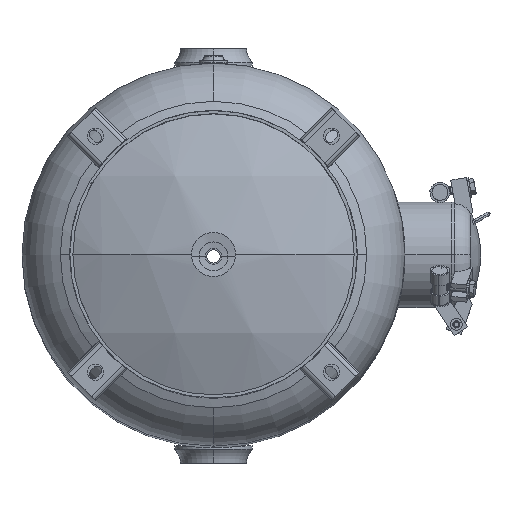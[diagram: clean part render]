
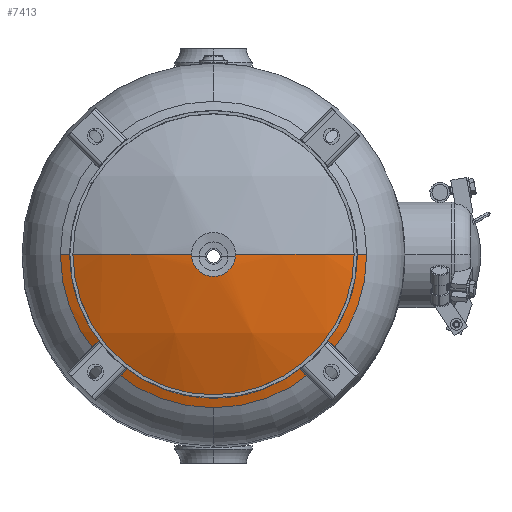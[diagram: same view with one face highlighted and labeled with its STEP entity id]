
A CAD part, top view. The second image highlights one B-rep face of the part: STEP entity #7413.
In plain terms, the highlighted spherical face has radius 548.64 mm.
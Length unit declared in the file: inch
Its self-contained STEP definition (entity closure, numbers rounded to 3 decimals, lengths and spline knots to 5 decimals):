
#1189 = ORIENTED_EDGE ( 'NONE', *, *, #5827, .F. ) ;
#1190 = ORIENTED_EDGE ( 'NONE', *, *, #5798, .F. ) ;
#1191 = ORIENTED_EDGE ( 'NONE', *, *, #5782, .F. ) ;
#1192 = ORIENTED_EDGE ( 'NONE', *, *, #5822, .T. ) ;
#1193 = ORIENTED_EDGE ( 'NONE', *, *, #5824, .F. ) ;
#1352 = CIRCLE ( 'NONE', #1365, 21.6 ) ;
#1353 = CIRCLE ( 'NONE', #1354, 21.6 ) ;
#1354 = AXIS2_PLACEMENT_3D ( 'NONE', #5046, #5047, #5048 ) ;
#1355 = CIRCLE ( 'NONE', #1359, 1.3775 ) ;
#1359 = AXIS2_PLACEMENT_3D ( 'NONE', #5052, #5053, #5054 ) ;
#1365 = AXIS2_PLACEMENT_3D ( 'NONE', #5061, #5062, #5063 ) ;
#1586 = CIRCLE ( 'NONE', #1588, 9.6 ) ;
#1588 = AXIS2_PLACEMENT_3D ( 'NONE', #16917, #16918, #16919 ) ;
#1605 = CIRCLE ( 'NONE', #1607, 9.6 ) ;
#1607 = AXIS2_PLACEMENT_3D ( 'NONE', #17154, #17155, #17156 ) ;
#4236 = CARTESIAN_POINT ( 'NONE',  ( 0., 0., 12.4 ) ) ;
#4240 = FACE_OUTER_BOUND ( 'NONE', #12717, .T. ) ;
#4241 = SPHERICAL_SURFACE ( 'NONE', #7876, 21.6 ) ;
#4243 = DIRECTION ( 'NONE',  ( 0., -1., 0. ) ) ;
#4244 = DIRECTION ( 'NONE',  ( 1., 0., 0. ) ) ;
#4328 = CARTESIAN_POINT ( 'NONE',  ( -1.3775, 0., 33.95603 ) ) ;
#4335 = CARTESIAN_POINT ( 'NONE',  ( 9.6, 0., 31.74942 ) ) ;
#4341 = CARTESIAN_POINT ( 'NONE',  ( -9.6, 0., 31.74942 ) ) ;
#4352 = CARTESIAN_POINT ( 'NONE',  ( 1.3775, 0., 33.95603 ) ) ;
#4483 = CARTESIAN_POINT ( 'NONE',  ( 0., -9.6, 31.74942 ) ) ;
#5046 = CARTESIAN_POINT ( 'NONE',  ( 0., 0., 12.4 ) ) ;
#5047 = DIRECTION ( 'NONE',  ( 0., -1., 0. ) ) ;
#5048 = DIRECTION ( 'NONE',  ( 1., 0., 0. ) ) ;
#5052 = CARTESIAN_POINT ( 'NONE',  ( 0., 0., 33.95603 ) ) ;
#5053 = DIRECTION ( 'NONE',  ( 0., 0., 1. ) ) ;
#5054 = DIRECTION ( 'NONE',  ( -1., 0., 0. ) ) ;
#5061 = CARTESIAN_POINT ( 'NONE',  ( 0., 0., 12.4 ) ) ;
#5062 = DIRECTION ( 'NONE',  ( 0., 1., 0. ) ) ;
#5063 = DIRECTION ( 'NONE',  ( 0., 0., 1. ) ) ;
#5782 = EDGE_CURVE ( 'NONE', #12948, #12623, #1586, .T. ) ;
#5798 = EDGE_CURVE ( 'NONE', #12615, #12948, #1605, .T. ) ;
#5822 = EDGE_CURVE ( 'NONE', #12620, #12623, #1353, .T. ) ;
#5824 = EDGE_CURVE ( 'NONE', #12620, #12635, #1355, .T. ) ;
#5827 = EDGE_CURVE ( 'NONE', #12635, #12615, #1352, .T. ) ;
#7413 = ADVANCED_FACE ( 'NONE', ( #4240 ), #4241, .T. ) ;
#7876 = AXIS2_PLACEMENT_3D ( 'NONE', #4236, #4243, #4244 ) ;
#12615 = VERTEX_POINT ( 'NONE', #4335 ) ;
#12620 = VERTEX_POINT ( 'NONE', #4328 ) ;
#12623 = VERTEX_POINT ( 'NONE', #4341 ) ;
#12635 = VERTEX_POINT ( 'NONE', #4352 ) ;
#12717 = EDGE_LOOP ( 'NONE', ( #1193, #1192, #1191, #1190, #1189 ) ) ;
#12948 = VERTEX_POINT ( 'NONE', #4483 ) ;
#16917 = CARTESIAN_POINT ( 'NONE',  ( 0., 0., 31.74942 ) ) ;
#16918 = DIRECTION ( 'NONE',  ( 0., 0., -1. ) ) ;
#16919 = DIRECTION ( 'NONE',  ( 0., 1., 0. ) ) ;
#17154 = CARTESIAN_POINT ( 'NONE',  ( 0., 0., 31.74942 ) ) ;
#17155 = DIRECTION ( 'NONE',  ( 0., 0., -1. ) ) ;
#17156 = DIRECTION ( 'NONE',  ( 0., 1., 0. ) ) ;
